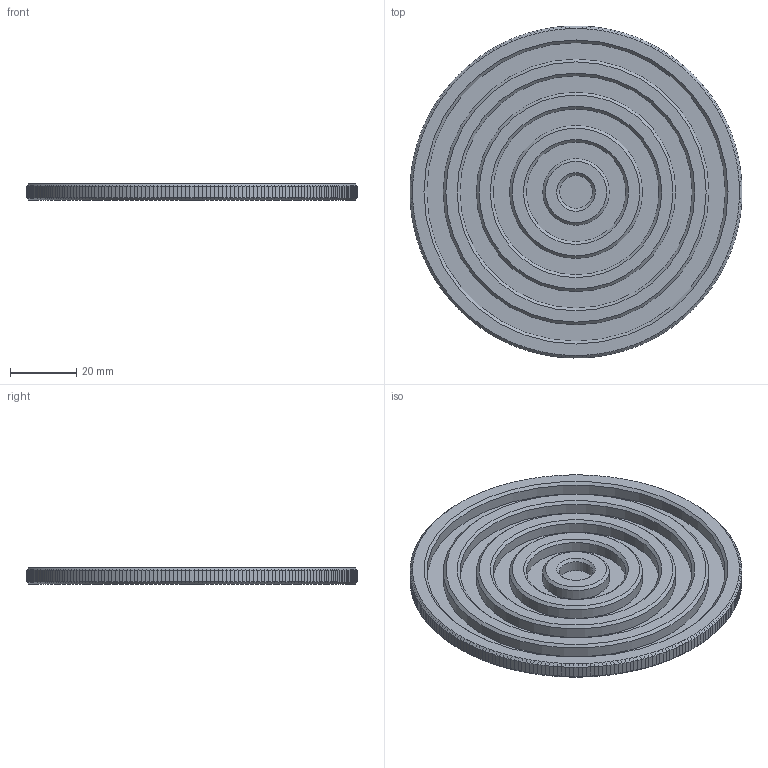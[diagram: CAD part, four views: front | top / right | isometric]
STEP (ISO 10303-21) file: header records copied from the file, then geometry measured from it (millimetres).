
FILE_DESCRIPTION(/* description */ ('','CAx-IF Rec.Pracs.---Representation and Presentation of Product Manufacturing Information (PMI)---4.0---2014-10-13'),/* implementation_level */ '2;1');
FILE_NAME(/* name */ 'SolarSystemRound-10cm v4.step',/* time_stamp */ '2025-01-04T18:41:46+08:00',/* author */ (''),/* organization */ (''),/* preprocessor_version */ 'ST-DEVELOPER v20',/* originating_system */ 'Autodesk Translation Framework v13.20.0.188',/* authorisation */ '');
FILE_SCHEMA (('AP242_MANAGED_MODEL_BASED_3D_ENGINEERING_MIM_LF { 1 0 10303 442 1 1 4 }'));
Length unit declared in the file: millimetre
Products named in the file (1): SolarSystemRound-10cm
Bounding box: 100 x 100 x 5 mm (x, y, z)
Volume: 24481.8 mm3; surface area: 21976.7 mm2
Topology: 1 solids, 1 shells, 797 faces, 1837 edges, 1051 vertices
Faces by surface type: plane 779, cone 9, cylinder 9
Full cylindrical faces by diameter (mm): 10 x1, 20 x1, 30 x1, 40 x1, 50 x1, 60 x1, 70 x1, 80 x1, 90 x1
Entity records: 21423 total; most frequent: CARTESIAN_POINT 3686, ORIENTED_EDGE 3674, DIRECTION 3460, EDGE_CURVE 1837, LINE 1810, VECTOR 1810, VERTEX_POINT 1051, AXIS2_PLACEMENT_3D 825
